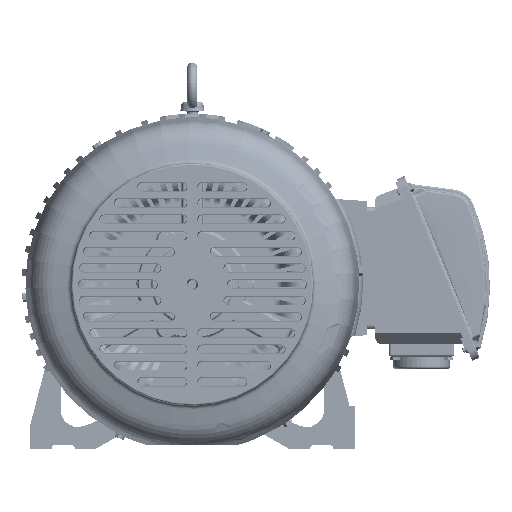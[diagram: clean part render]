
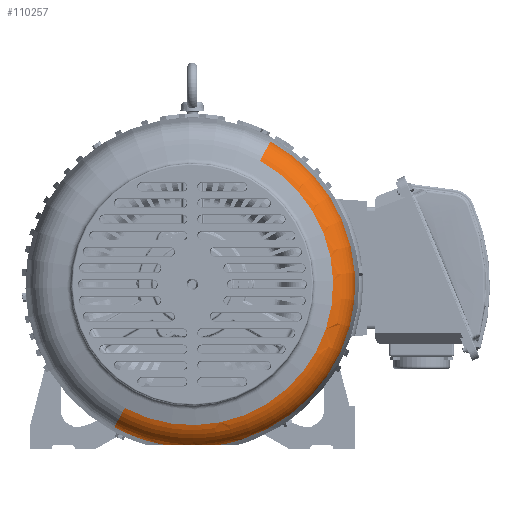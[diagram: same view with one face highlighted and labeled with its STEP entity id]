
A CAD part, front view. The second image highlights one B-rep face of the part: STEP entity #110257.
In plain terms, the highlighted toroidal (fillet/blend) face has major radius 163.789 mm and minor radius 37 mm.
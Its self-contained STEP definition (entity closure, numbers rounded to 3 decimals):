
#108365=CARTESIAN_POINT('Vertex',(-83.116,-363.471,-152.142)) ;
#108367=CARTESIAN_POINT('Vertex',(83.116,-363.471,152.142)) ;
#108387=CARTESIAN_POINT('Axis2P3D Location',(0.,-363.471,0.)) ;
#108430=CARTESIAN_POINT('Axis2P3D Location',(0.,-327.732,0.)) ;
#108439=CARTESIAN_POINT('Vertex',(-96.093,-332.852,-175.897)) ;
#108441=CARTESIAN_POINT('Vertex',(96.093,-332.852,175.897)) ;
#108444=CARTESIAN_POINT('Axis2P3D Location',(-78.525,-327.732,-143.738)) ;
#108449=CARTESIAN_POINT('Axis2P3D Location',(78.525,-327.732,143.738)) ;
#110079=CARTESIAN_POINT('Vertex',(-31.136,-332.852,-198.)) ;
#110118=CARTESIAN_POINT('Vertex',(31.136,-332.852,-198.)) ;
#110122=CARTESIAN_POINT('Control Point',(31.136,-332.852,-198.)) ;
#110123=CARTESIAN_POINT('Control Point',(30.257,-333.83,-198.)) ;
#110124=CARTESIAN_POINT('Control Point',(29.232,-334.698,-198.)) ;
#110125=CARTESIAN_POINT('Control Point',(28.122,-335.468,-198.)) ;
#110126=CARTESIAN_POINT('Control Point',(25.292,-337.139,-198.)) ;
#110127=CARTESIAN_POINT('Control Point',(22.212,-338.397,-198.)) ;
#110128=CARTESIAN_POINT('Control Point',(20.359,-339.025,-198.)) ;
#110129=CARTESIAN_POINT('Control Point',(15.98,-340.267,-198.)) ;
#110130=CARTESIAN_POINT('Control Point',(11.478,-341.064,-198.)) ;
#110131=CARTESIAN_POINT('Control Point',(8.902,-341.397,-198.)) ;
#110132=CARTESIAN_POINT('Control Point',(3.204,-341.89,-198.)) ;
#110133=CARTESIAN_POINT('Control Point',(-2.52,-341.874,-198.)) ;
#110134=CARTESIAN_POINT('Control Point',(-5.632,-341.721,-198.)) ;
#110135=CARTESIAN_POINT('Control Point',(-10.839,-341.212,-198.)) ;
#110136=CARTESIAN_POINT('Control Point',(-15.956,-340.21,-198.)) ;
#110137=CARTESIAN_POINT('Control Point',(-17.997,-339.718,-198.)) ;
#110138=CARTESIAN_POINT('Control Point',(-21.542,-338.676,-198.)) ;
#110139=CARTESIAN_POINT('Control Point',(-24.919,-337.246,-198.)) ;
#110140=CARTESIAN_POINT('Control Point',(-26.332,-336.547,-198.)) ;
#110141=CARTESIAN_POINT('Control Point',(-28.21,-335.44,-198.)) ;
#110142=CARTESIAN_POINT('Control Point',(-29.879,-334.095,-198.)) ;
#110143=CARTESIAN_POINT('Control Point',(-30.323,-333.702,-198.)) ;
#110144=CARTESIAN_POINT('Control Point',(-30.744,-333.288,-198.)) ;
#110145=CARTESIAN_POINT('Control Point',(-31.136,-332.852,-198.)) ;
#110193=CARTESIAN_POINT('Axis2P3D Location',(0.,-332.852,0.)) ;
#110197=CARTESIAN_POINT('Vertex',(-60.766,-332.852,-191.)) ;
#110200=CARTESIAN_POINT('Axis2P3D Location',(0.,-332.852,0.)) ;
#110221=CARTESIAN_POINT('Axis2P3D Location',(0.,-332.852,0.)) ;
#110225=CARTESIAN_POINT('Vertex',(60.766,-332.852,-191.)) ;
#110228=CARTESIAN_POINT('Axis2P3D Location',(0.,-332.852,0.)) ;
#108388=DIRECTION('Axis2P3D Direction',(0.,1.,0.)) ;
#108431=DIRECTION('Axis2P3D Direction',(0.,1.,0.)) ;
#108432=DIRECTION('Axis2P3D XDirection',(0.479,0.,0.878)) ;
#108445=DIRECTION('Axis2P3D Direction',(0.878,0.,-0.479)) ;
#108450=DIRECTION('Axis2P3D Direction',(-0.878,0.,0.479)) ;
#110194=DIRECTION('Axis2P3D Direction',(0.,1.,0.)) ;
#110201=DIRECTION('Axis2P3D Direction',(0.,1.,0.)) ;
#110222=DIRECTION('Axis2P3D Direction',(0.,1.,0.)) ;
#110229=DIRECTION('Axis2P3D Direction',(0.,1.,0.)) ;
#108389=AXIS2_PLACEMENT_3D('Circle Axis2P3D',#108387,#108388,$) ;
#108433=AXIS2_PLACEMENT_3D('Torus Axis2P3D',#108430,#108431,#108432) ;
#108446=AXIS2_PLACEMENT_3D('Circle Axis2P3D',#108444,#108445,$) ;
#108451=AXIS2_PLACEMENT_3D('Circle Axis2P3D',#108449,#108450,$) ;
#110195=AXIS2_PLACEMENT_3D('Circle Axis2P3D',#110193,#110194,$) ;
#110202=AXIS2_PLACEMENT_3D('Circle Axis2P3D',#110200,#110201,$) ;
#110223=AXIS2_PLACEMENT_3D('Circle Axis2P3D',#110221,#110222,$) ;
#110230=AXIS2_PLACEMENT_3D('Circle Axis2P3D',#110228,#110229,$) ;
#110248=ORIENTED_EDGE('',*,*,#110227,.F.) ;
#110249=ORIENTED_EDGE('',*,*,#108453,.T.) ;
#110250=ORIENTED_EDGE('',*,*,#108391,.T.) ;
#110251=ORIENTED_EDGE('',*,*,#108448,.F.) ;
#110252=ORIENTED_EDGE('',*,*,#110199,.F.) ;
#110253=ORIENTED_EDGE('',*,*,#110204,.F.) ;
#110254=ORIENTED_EDGE('',*,*,#110146,.F.) ;
#110255=ORIENTED_EDGE('',*,*,#110232,.F.) ;
#110257=ADVANCED_FACE('31407C383.1',(#110256),#108434,.T.) ;
#110121=B_SPLINE_CURVE_WITH_KNOTS('',5,(#110122,#110123,#110124,#110125,#110126,#110127,#110128,#110129,#110130,#110131,#110132,#110133,#110134,#110135,#110136,#110137,#110138,#110139,#110140,#110141,#110142,#110143,#110144,#110145),.UNSPECIFIED.,.F.,.U.,(6,3,3,3,3,3,3,6),(0.,8.955,21.762,38.638,58.858,72.544,82.93,86.922),.UNSPECIFIED.) ;
#108390=CIRCLE('generated circle',#108389,173.365) ;
#108447=CIRCLE('generated circle',#108446,37.) ;
#108452=CIRCLE('generated circle',#108451,37.) ;
#110196=CIRCLE('generated circle',#110195,200.433) ;
#110203=CIRCLE('generated circle',#110202,200.433) ;
#110224=CIRCLE('generated circle',#110223,200.433) ;
#110231=CIRCLE('generated circle',#110230,200.433) ;
#108434=TOROIDAL_SURFACE('homeo Torus',#108433,163.789,37.) ;
#108391=EDGE_CURVE('',#108368,#108366,#108390,.T.) ;
#108448=EDGE_CURVE('',#108440,#108366,#108447,.F.) ;
#108453=EDGE_CURVE('',#108442,#108368,#108452,.F.) ;
#110146=EDGE_CURVE('',#110119,#110080,#110121,.T.) ;
#110199=EDGE_CURVE('',#110198,#108440,#110196,.T.) ;
#110204=EDGE_CURVE('',#110080,#110198,#110203,.T.) ;
#110227=EDGE_CURVE('',#108442,#110226,#110224,.T.) ;
#110232=EDGE_CURVE('',#110226,#110119,#110231,.T.) ;
#110247=EDGE_LOOP('',(#110248,#110249,#110250,#110251,#110252,#110253,#110254,#110255)) ;
#110256=FACE_OUTER_BOUND('',#110247,.T.) ;
#108366=VERTEX_POINT('',#108365) ;
#108368=VERTEX_POINT('',#108367) ;
#108440=VERTEX_POINT('',#108439) ;
#108442=VERTEX_POINT('',#108441) ;
#110080=VERTEX_POINT('',#110079) ;
#110119=VERTEX_POINT('',#110118) ;
#110198=VERTEX_POINT('',#110197) ;
#110226=VERTEX_POINT('',#110225) ;
